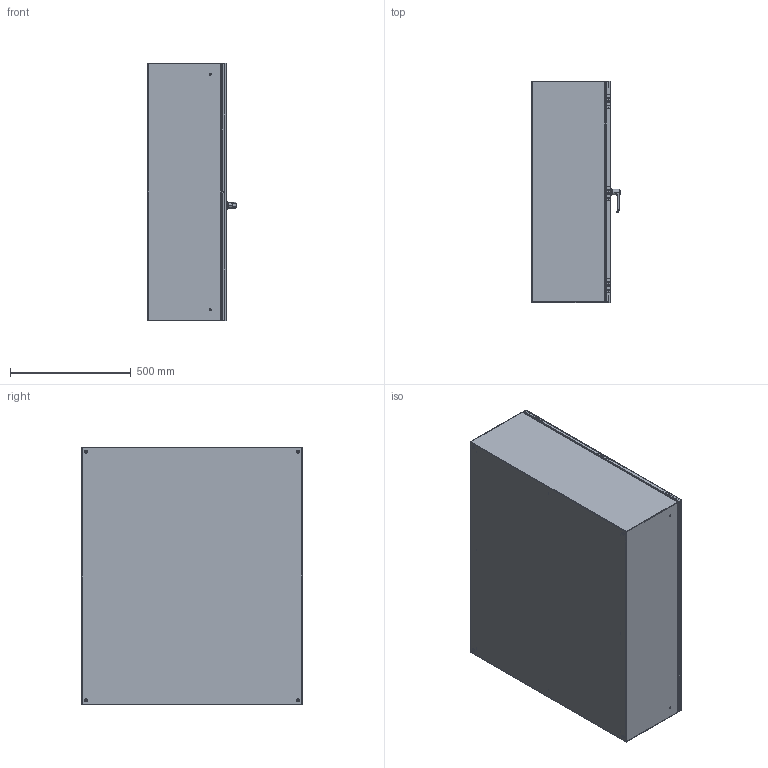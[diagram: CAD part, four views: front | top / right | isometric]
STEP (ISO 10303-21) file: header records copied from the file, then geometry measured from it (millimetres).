
FILE_DESCRIPTION (( 'STEP AP214' ), '1' );
FILE_NAME ('EN4TD364212LG.STEP', '2019-09-05T18:57:14', ( '' ), ( '' ), 'SwSTEP 2.0', 'SolidWorks 2018', '' );
FILE_SCHEMA (( 'AUTOMOTIVE_DESIGN' ));
Length unit declared in the file: inch
Products named in the file (1): EN4TD364212LG
Bounding box: 365.05 x 914.4 x 1066.8 mm (x, y, z)
Volume: 7122308.9 mm3; surface area: 7413165.8 mm2
Topology: 87 solids, 87 shells, 2175 faces, 5124 edges, 3199 vertices
Faces by surface type: plane 967, cylinder 802, bspline 294, torus 76, cone 36
Entity records: 121370 total; most frequent: CARTESIAN_POINT 43660, ORIENTED_EDGE 10158, DIRECTION 9729, EDGE_CURVE 5079, AXIS2_PLACEMENT_3D 3500, VERTEX_POINT 3199, VECTOR 2729, LINE 2729
